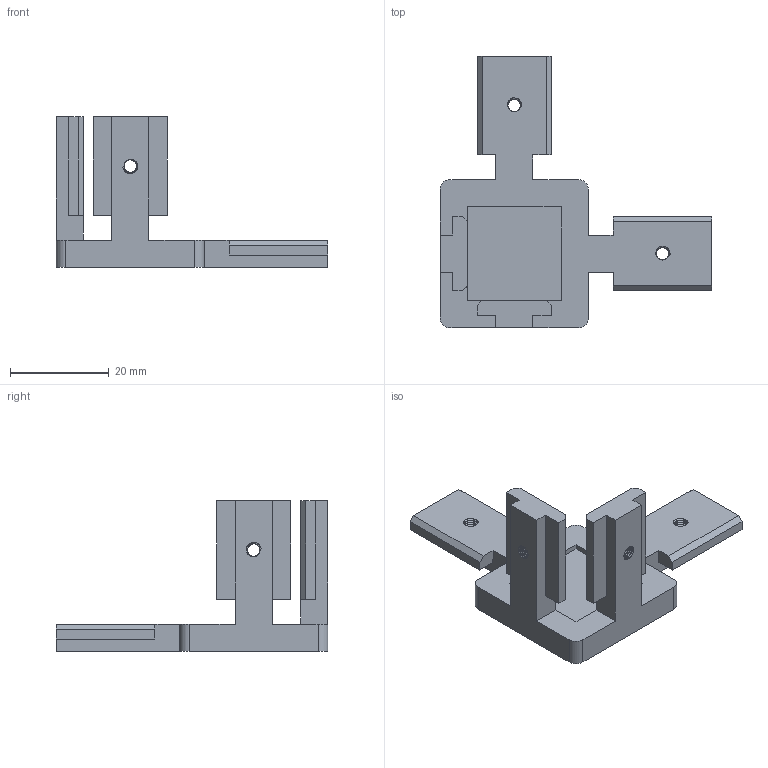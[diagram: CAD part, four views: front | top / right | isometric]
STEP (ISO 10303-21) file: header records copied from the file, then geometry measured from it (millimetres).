
FILE_DESCRIPTION(/* description */ (''),/* implementation_level */ '2;1');
FILE_NAME(/* name */ 'Трёхсторонний угловой соединитель 30 сери.step',/* time_stamp */ '2022-10-03T10:43:11+03:00',/* author */ (''),/* organization */ (''),/* preprocessor_version */ 'ST-DEVELOPER v19',/* originating_system */ 'Autodesk Translation Framework v11.7.0.108',/* authorisation */ '');
FILE_SCHEMA (('AUTOMOTIVE_DESIGN { 1 0 10303 214 3 1 1 }'));
Length unit declared in the file: millimetre
Products named in the file (1): (Unsaved)
Bounding box: 55 x 55 x 30.5 mm (x, y, z)
Volume: 10283 mm3; surface area: 6656 mm2
Topology: 1 solids, 1 shells, 166 faces, 492 edges, 328 vertices
Faces by surface type: cylinder 100, plane 58, bspline 8
Full cylindrical faces by diameter (mm): 2.529 x24, 3.086 x8
Entity records: 11524 total; most frequent: CARTESIAN_POINT 7435, ORIENTED_EDGE 984, DIRECTION 626, EDGE_CURVE 492, VERTEX_POINT 328, LINE 260, VECTOR 260, B_SPLINE_CURVE_WITH_KNOTS 208
